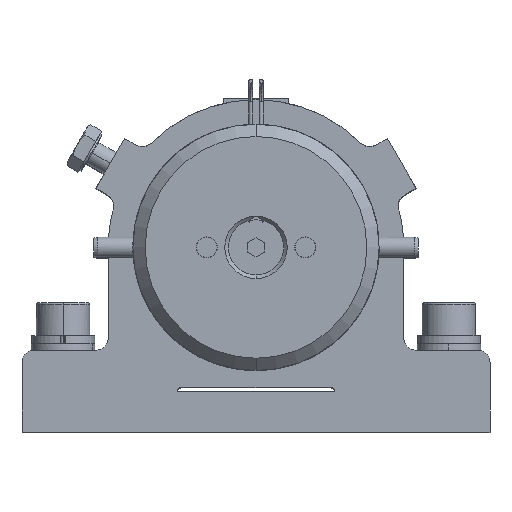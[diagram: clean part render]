
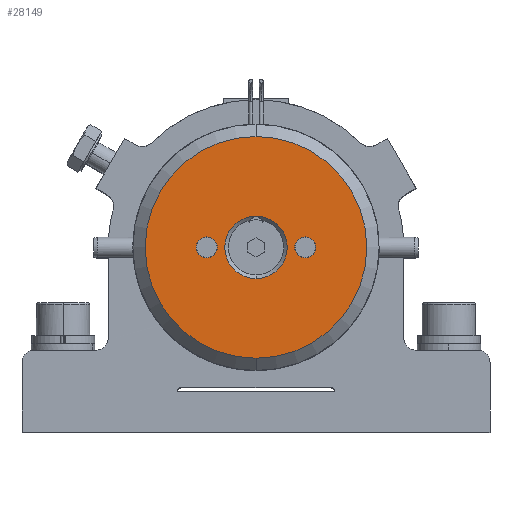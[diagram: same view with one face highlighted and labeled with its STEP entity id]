
A CAD part, top view. The second image highlights one B-rep face of the part: STEP entity #28149.
In plain terms, the highlighted planar face has unit normal (0, 0, 1).
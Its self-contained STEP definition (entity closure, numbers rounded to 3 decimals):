
#392 = DIRECTION ( 'NONE',  ( 0., 0., 1. ) ) ;
#1424 = ORIENTED_EDGE ( 'NONE', *, *, #8605, .F. ) ;
#2910 = DIRECTION ( 'NONE',  ( 0., 0., -1. ) ) ;
#3093 = EDGE_CURVE ( 'NONE', #72887, #47821, #14358, .T. ) ;
#5789 = EDGE_CURVE ( 'NONE', #47821, #72887, #16633, .T. ) ;
#7748 = AXIS2_PLACEMENT_3D ( 'NONE', #9463, #57136, #58061 ) ;
#8373 = VERTEX_POINT ( 'NONE', #83782 ) ;
#8513 = AXIS2_PLACEMENT_3D ( 'NONE', #61393, #49005, #14125 ) ;
#8605 = EDGE_CURVE ( 'NONE', #18545, #58694, #26819, .T. ) ;
#9463 = CARTESIAN_POINT ( 'NONE',  ( 0., 0., 78. ) ) ;
#10310 = FACE_BOUND ( 'NONE', #37918, .T. ) ;
#11165 = EDGE_CURVE ( 'NONE', #58694, #18545, #55261, .T. ) ;
#11268 = CARTESIAN_POINT ( 'NONE',  ( 0., -27., 78. ) ) ;
#12219 = AXIS2_PLACEMENT_3D ( 'NONE', #52890, #2910, #73977 ) ;
#12767 = ORIENTED_EDGE ( 'NONE', *, *, #29576, .T. ) ;
#13099 = CARTESIAN_POINT ( 'NONE',  ( 0., 0., 78. ) ) ;
#14125 = DIRECTION ( 'NONE',  ( 0., 1., 0. ) ) ;
#14338 = CIRCLE ( 'NONE', #8513, 2.55 ) ;
#14358 = CIRCLE ( 'NONE', #89091, 2.55 ) ;
#15114 = DIRECTION ( 'NONE',  ( 0., -1., 0. ) ) ;
#16633 = CIRCLE ( 'NONE', #12219, 2.55 ) ;
#18545 = VERTEX_POINT ( 'NONE', #50778 ) ;
#19565 = CARTESIAN_POINT ( 'NONE',  ( -12., 0., 78. ) ) ;
#21736 = CARTESIAN_POINT ( 'NONE',  ( -12., -2.55, 78. ) ) ;
#24266 = CARTESIAN_POINT ( 'NONE',  ( 12., 0., 78. ) ) ;
#26440 = DIRECTION ( 'NONE',  ( 0., 0., -1. ) ) ;
#26819 = CIRCLE ( 'NONE', #7748, 7.6 ) ;
#28149 = ADVANCED_FACE ( 'NONE', ( #10310, #46498, #38718, #38262 ), #32285, .T. ) ;
#29426 = ORIENTED_EDGE ( 'NONE', *, *, #71603, .T. ) ;
#29576 = EDGE_CURVE ( 'NONE', #33550, #8373, #84690, .T. ) ;
#31536 = CARTESIAN_POINT ( 'NONE',  ( 0., 27., 78. ) ) ;
#32285 = PLANE ( 'NONE',  #90516 ) ;
#33550 = VERTEX_POINT ( 'NONE', #53864 ) ;
#33749 = DIRECTION ( 'NONE',  ( 0., 1., 0. ) ) ;
#34566 = EDGE_LOOP ( 'NONE', ( #46350, #29426 ) ) ;
#34763 = DIRECTION ( 'NONE',  ( 0., -1., 0. ) ) ;
#36003 = CARTESIAN_POINT ( 'NONE',  ( 0., 7.6, 78. ) ) ;
#37918 = EDGE_LOOP ( 'NONE', ( #12767, #56868 ) ) ;
#38262 = FACE_BOUND ( 'NONE', #55578, .T. ) ;
#38718 = FACE_OUTER_BOUND ( 'NONE', #34566, .T. ) ;
#40840 = ORIENTED_EDGE ( 'NONE', *, *, #5789, .T. ) ;
#43666 = AXIS2_PLACEMENT_3D ( 'NONE', #24266, #78870, #87566 ) ;
#46350 = ORIENTED_EDGE ( 'NONE', *, *, #52592, .T. ) ;
#46498 = FACE_BOUND ( 'NONE', #58461, .T. ) ;
#47821 = VERTEX_POINT ( 'NONE', #21736 ) ;
#49005 = DIRECTION ( 'NONE',  ( 0., 0., -1. ) ) ;
#50778 = CARTESIAN_POINT ( 'NONE',  ( 0., -7.6, 78. ) ) ;
#52592 = EDGE_CURVE ( 'NONE', #57888, #80150, #65562, .T. ) ;
#52890 = CARTESIAN_POINT ( 'NONE',  ( -12., 0., 78. ) ) ;
#53846 = AXIS2_PLACEMENT_3D ( 'NONE', #13099, #90151, #77748 ) ;
#53864 = CARTESIAN_POINT ( 'NONE',  ( 12., -2.55, 78. ) ) ;
#55078 = EDGE_CURVE ( 'NONE', #8373, #33550, #14338, .T. ) ;
#55261 = CIRCLE ( 'NONE', #71375, 7.6 ) ;
#55578 = EDGE_LOOP ( 'NONE', ( #1424, #86893 ) ) ;
#56868 = ORIENTED_EDGE ( 'NONE', *, *, #55078, .T. ) ;
#57136 = DIRECTION ( 'NONE',  ( 0., 0., 1. ) ) ;
#57888 = VERTEX_POINT ( 'NONE', #31536 ) ;
#58061 = DIRECTION ( 'NONE',  ( 0., -1., 0. ) ) ;
#58461 = EDGE_LOOP ( 'NONE', ( #40840, #87314 ) ) ;
#58694 = VERTEX_POINT ( 'NONE', #36003 ) ;
#60265 = DIRECTION ( 'NONE',  ( 0., 0., 1. ) ) ;
#61393 = CARTESIAN_POINT ( 'NONE',  ( 12., 0., 78. ) ) ;
#64185 = DIRECTION ( 'NONE',  ( 0., 0., 1. ) ) ;
#65562 = CIRCLE ( 'NONE', #53846, 27. ) ;
#66701 = DIRECTION ( 'NONE',  ( 0., -1., 0. ) ) ;
#71375 = AXIS2_PLACEMENT_3D ( 'NONE', #84761, #392, #34763 ) ;
#71603 = EDGE_CURVE ( 'NONE', #80150, #57888, #71929, .T. ) ;
#71929 = CIRCLE ( 'NONE', #82215, 27. ) ;
#72115 = CARTESIAN_POINT ( 'NONE',  ( -12., 2.55, 78. ) ) ;
#72887 = VERTEX_POINT ( 'NONE', #72115 ) ;
#73977 = DIRECTION ( 'NONE',  ( 0., 1., 0. ) ) ;
#77512 = CARTESIAN_POINT ( 'NONE',  ( 0., 0., 78. ) ) ;
#77748 = DIRECTION ( 'NONE',  ( 0., -1., 0. ) ) ;
#78870 = DIRECTION ( 'NONE',  ( 0., 0., -1. ) ) ;
#79586 = CARTESIAN_POINT ( 'NONE',  ( 0., -27., 78. ) ) ;
#80150 = VERTEX_POINT ( 'NONE', #11268 ) ;
#82215 = AXIS2_PLACEMENT_3D ( 'NONE', #77512, #64185, #15114 ) ;
#83782 = CARTESIAN_POINT ( 'NONE',  ( 12., 2.55, 78. ) ) ;
#84690 = CIRCLE ( 'NONE', #43666, 2.55 ) ;
#84761 = CARTESIAN_POINT ( 'NONE',  ( 0., 0., 78. ) ) ;
#86893 = ORIENTED_EDGE ( 'NONE', *, *, #11165, .F. ) ;
#87314 = ORIENTED_EDGE ( 'NONE', *, *, #3093, .T. ) ;
#87566 = DIRECTION ( 'NONE',  ( 0., 1., 0. ) ) ;
#89091 = AXIS2_PLACEMENT_3D ( 'NONE', #19565, #26440, #33749 ) ;
#90151 = DIRECTION ( 'NONE',  ( 0., 0., 1. ) ) ;
#90516 = AXIS2_PLACEMENT_3D ( 'NONE', #79586, #60265, #66701 ) ;
